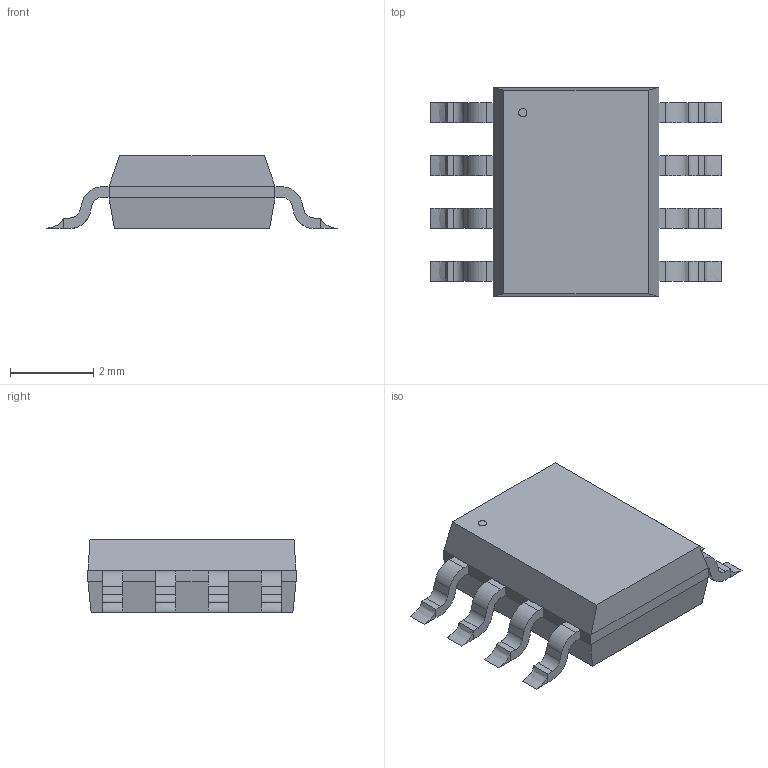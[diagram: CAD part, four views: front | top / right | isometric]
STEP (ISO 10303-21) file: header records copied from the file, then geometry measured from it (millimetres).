
FILE_DESCRIPTION(('STEP AP242'), '1');
FILE_NAME('SOIC-8', '', ('UNSPECIFIED'), ('UNSPECIFIED'), 'C3D Converter', 'C3D Toolkit', '');
FILE_SCHEMA(('AP242_MANAGED_MODEL_BASED_3D_ENGINEERING_MIM_LF { 1 0 10303 442 1 1 4 }'));
Length unit declared in the file: millimetre
Products named in the file (1): product
Bounding box: 7 x 5 x 1.75 mm (x, y, z)
Volume: 34.8 mm3; surface area: 91.2 mm2
Topology: 18 solids, 18 shells, 169 faces, 392 edges, 259 vertices
Faces by surface type: plane 128, cylinder 33, extrusion 8
Full cylindrical faces by diameter (mm): 0.199 x1
Entity records: 7759 total; most frequent: CARTESIAN_POINT 2576, ORIENTED_EDGE 780, DIRECTION 640, EDGE_CURVE 390, VECTOR 316, LINE 308, VERTEX_POINT 258, COLOUR_RGB 187
